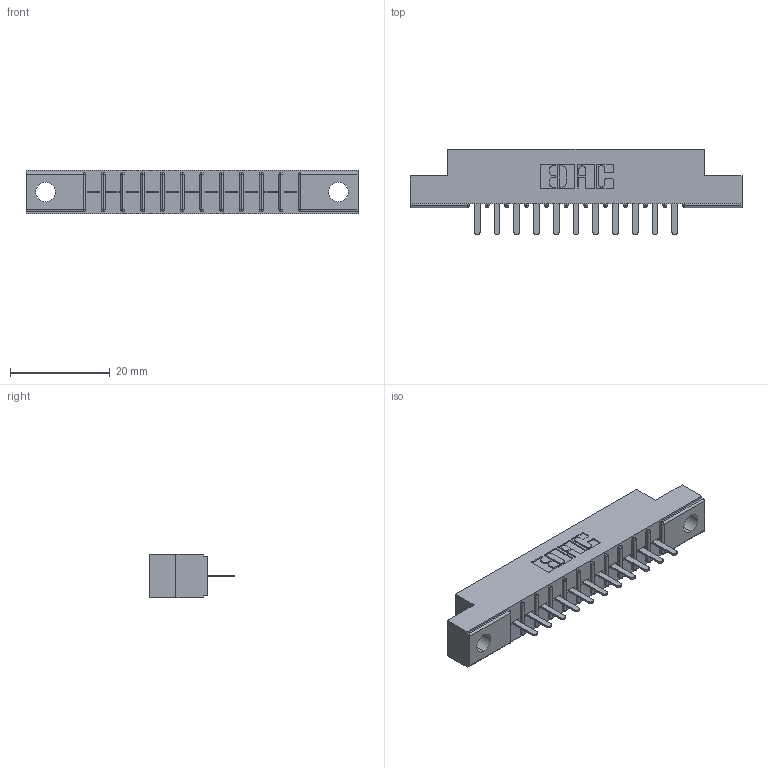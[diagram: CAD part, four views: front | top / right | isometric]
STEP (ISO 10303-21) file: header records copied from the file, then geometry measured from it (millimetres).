
FILE_DESCRIPTION (( 'STEP AP203' ), '1' );
FILE_NAME ('316-011-520-104.STEP', '2018-07-31T00:16:25', ( '' ), ( '' ), 'SwSTEP 2.0', 'SolidWorks 2016', '' );
FILE_SCHEMA (( 'CONFIG_CONTROL_DESIGN' ));
Length unit declared in the file: inch
Products named in the file (3): 316-011-520-104; 306 Part_.156 Dia; 306-290-001_120
Assembly tree (12 placements, depth 2):
  316-011-520-104
    306 Part_.156 Dia
    306-290-001_120  x11
Bounding box: 66.6 x 17.12 x 8.71 mm (x, y, z)
Volume: 4405.9 mm3; surface area: 6022.5 mm2
Topology: 12 solids, 12 shells, 900 faces, 2519 edges, 1618 vertices
Faces by surface type: plane 599, cylinder 257, sphere 44
Entity records: 14648 total; most frequent: CARTESIAN_POINT 2458, ORIENTED_EDGE 2430, DIRECTION 2419, EDGE_CURVE 1215, LINE 941, VECTOR 941, VERTEX_POINT 778, AXIS2_PLACEMENT_3D 739
